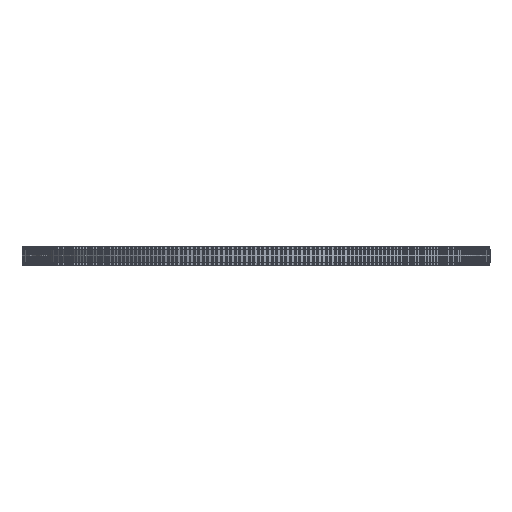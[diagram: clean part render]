
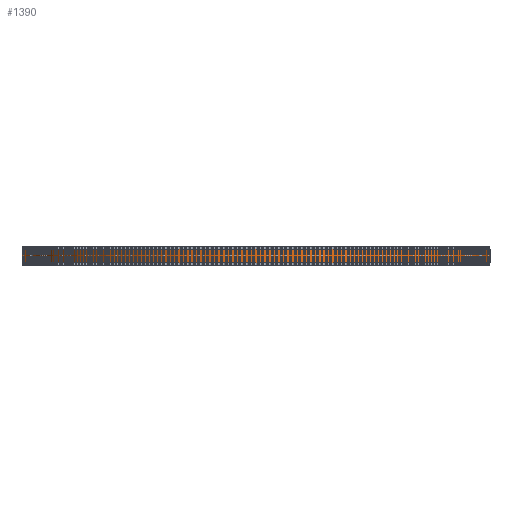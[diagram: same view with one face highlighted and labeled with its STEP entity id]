
A CAD part, front view. The second image highlights one B-rep face of the part: STEP entity #1390.
In plain terms, the highlighted cylindrical face has radius 100.904 mm (diameter 201.808 mm), a full revolution.
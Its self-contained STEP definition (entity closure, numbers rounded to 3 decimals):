
#97=FACE_BOUND('',#5200,.T.);
#98=FACE_BOUND('',#5201,.T.);
#1390=ADVANCED_FACE('',(#97,#98),#2659,.T.);
#2659=CYLINDRICAL_SURFACE('',#28039,100.904);
#5200=EDGE_LOOP('',(#15346));
#5201=EDGE_LOOP('',(#15347));
#15346=ORIENTED_EDGE('',*,*,#21690,.T.);
#15347=ORIENTED_EDGE('',*,*,#21691,.T.);
#17884=VERTEX_POINT('',#44540);
#17885=VERTEX_POINT('',#44542);
#21690=EDGE_CURVE('',#17884,#17884,#24228,.T.);
#21691=EDGE_CURVE('',#17885,#17885,#24229,.T.);
#24228=CIRCLE('',#28037,100.904);
#24229=CIRCLE('',#28038,100.904);
#28037=AXIS2_PLACEMENT_3D('',#44539,#36922,#36923);
#28038=AXIS2_PLACEMENT_3D('',#44541,#36924,#36925);
#28039=AXIS2_PLACEMENT_3D('',#44543,#36926,#36927);
#36922=DIRECTION('',(0.,0.,1.));
#36923=DIRECTION('',(1.,0.,0.));
#36924=DIRECTION('',(0.,0.,-1.));
#36925=DIRECTION('',(1.,0.,0.));
#36926=DIRECTION('',(0.,0.,1.));
#36927=DIRECTION('',(1.,0.,0.));
#44539=CARTESIAN_POINT('',(0.,0.,1.));
#44540=CARTESIAN_POINT('',(100.904,0.,1.));
#44541=CARTESIAN_POINT('',(0.,0.,7.));
#44542=CARTESIAN_POINT('',(100.904,0.,7.));
#44543=CARTESIAN_POINT('',(0.,0.,1.));
